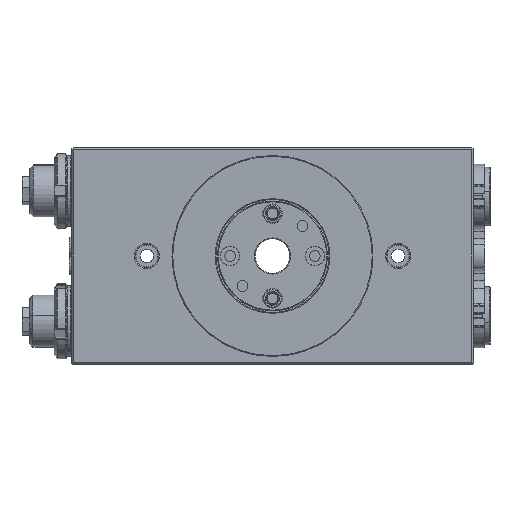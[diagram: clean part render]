
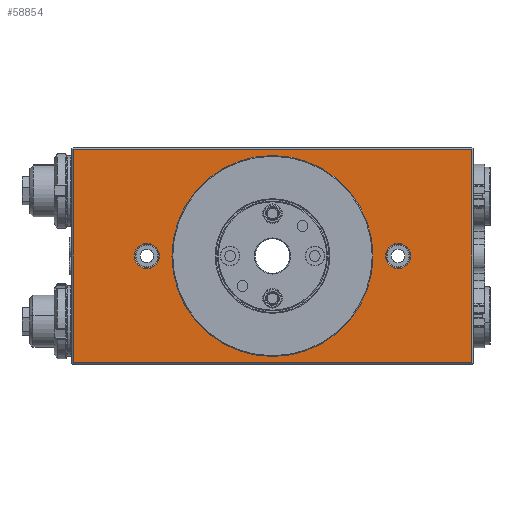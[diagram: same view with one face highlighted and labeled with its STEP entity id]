
A CAD part, front view. The second image highlights one B-rep face of the part: STEP entity #58854.
In plain terms, the highlighted planar face has unit normal (0, -1, 0).
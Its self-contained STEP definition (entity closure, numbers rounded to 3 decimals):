
#929 = CARTESIAN_POINT ( 'NONE',  ( -127., -35.5, 67.5 ) ) ;
#1450 = CARTESIAN_POINT ( 'NONE',  ( -127., -35.5, -67.5 ) ) ;
#1781 = CARTESIAN_POINT ( 'NONE',  ( 128., -35.5, -67.5 ) ) ;
#1785 = VERTEX_POINT ( 'NONE', #43555 ) ;
#2472 = FACE_OUTER_BOUND ( 'NONE', #38117, .T. ) ;
#2969 = EDGE_CURVE ( 'NONE', #25399, #42129, #18092, .T. ) ;
#3663 = CIRCLE ( 'NONE', #48605, 50.5 ) ;
#4001 = AXIS2_PLACEMENT_3D ( 'NONE', #58858, #31153, #53985 ) ;
#4209 = AXIS2_PLACEMENT_3D ( 'NONE', #52293, #10653, #48002 ) ;
#4745 = CARTESIAN_POINT ( 'NONE',  ( 0., -35.5, 0. ) ) ;
#7957 = CARTESIAN_POINT ( 'NONE',  ( -80., -35.5, 0. ) ) ;
#8367 = FACE_BOUND ( 'NONE', #21969, .T. ) ;
#9296 = DIRECTION ( 'NONE',  ( 0., 0., -1. ) ) ;
#10445 = AXIS2_PLACEMENT_3D ( 'NONE', #31980, #59727, #9296 ) ;
#10653 = DIRECTION ( 'NONE',  ( 0., 1., 0. ) ) ;
#11069 = DIRECTION ( 'NONE',  ( 0., 0., 1. ) ) ;
#12056 = ORIENTED_EDGE ( 'NONE', *, *, #45179, .T. ) ;
#12076 = CARTESIAN_POINT ( 'NONE',  ( 127., -35.5, -67.5 ) ) ;
#12671 = DIRECTION ( 'NONE',  ( 0., 0., -1. ) ) ;
#13462 = FACE_BOUND ( 'NONE', #57131, .T. ) ;
#13891 = LINE ( 'NONE', #1781, #54777 ) ;
#14585 = AXIS2_PLACEMENT_3D ( 'NONE', #7957, #59582, #12671 ) ;
#16193 = CARTESIAN_POINT ( 'NONE',  ( 127., -35.5, 67.5 ) ) ;
#17992 = ORIENTED_EDGE ( 'NONE', *, *, #59583, .T. ) ;
#18092 = LINE ( 'NONE', #35588, #23183 ) ;
#18551 = FACE_BOUND ( 'NONE', #31006, .T. ) ;
#18954 = ORIENTED_EDGE ( 'NONE', *, *, #34608, .T. ) ;
#19219 = CIRCLE ( 'NONE', #56832, 8. ) ;
#20231 = VERTEX_POINT ( 'NONE', #1450 ) ;
#20533 = VERTEX_POINT ( 'NONE', #41875 ) ;
#20648 = LINE ( 'NONE', #45713, #22111 ) ;
#20769 = VERTEX_POINT ( 'NONE', #34931 ) ;
#21969 = EDGE_LOOP ( 'NONE', ( #12056, #18954 ) ) ;
#22111 = VECTOR ( 'NONE', #31817, 1000. ) ;
#22489 = VERTEX_POINT ( 'NONE', #54984 ) ;
#23183 = VECTOR ( 'NONE', #34986, 1000. ) ;
#23876 = EDGE_CURVE ( 'NONE', #20231, #51403, #13891, .T. ) ;
#23961 = CIRCLE ( 'NONE', #10445, 50.5 ) ;
#25399 = VERTEX_POINT ( 'NONE', #51855 ) ;
#26687 = VECTOR ( 'NONE', #11069, 1000. ) ;
#27575 = ORIENTED_EDGE ( 'NONE', *, *, #27879, .T. ) ;
#27599 = CIRCLE ( 'NONE', #4001, 8. ) ;
#27879 = EDGE_CURVE ( 'NONE', #42129, #20231, #20648, .T. ) ;
#28829 = ORIENTED_EDGE ( 'NONE', *, *, #30871, .T. ) ;
#30351 = CARTESIAN_POINT ( 'NONE',  ( 80., -35.5, 8. ) ) ;
#30871 = EDGE_CURVE ( 'NONE', #20533, #20769, #23961, .T. ) ;
#31006 = EDGE_LOOP ( 'NONE', ( #55365, #17992 ) ) ;
#31153 = DIRECTION ( 'NONE',  ( 0., 1., 0. ) ) ;
#31817 = DIRECTION ( 'NONE',  ( 0., 0., -1. ) ) ;
#31980 = CARTESIAN_POINT ( 'NONE',  ( 0., -35.5, 0. ) ) ;
#33197 = DIRECTION ( 'NONE',  ( 0., 0., -1. ) ) ;
#33623 = DIRECTION ( 'NONE',  ( 0., 1., 0. ) ) ;
#33826 = CARTESIAN_POINT ( 'NONE',  ( 80., -35.5, 0. ) ) ;
#34608 = EDGE_CURVE ( 'NONE', #49768, #1785, #19219, .T. ) ;
#34931 = CARTESIAN_POINT ( 'NONE',  ( 0., -35.5, 50.5 ) ) ;
#34986 = DIRECTION ( 'NONE',  ( -1., 0., 0. ) ) ;
#35588 = CARTESIAN_POINT ( 'NONE',  ( -128., -35.5, 67.5 ) ) ;
#36888 = ORIENTED_EDGE ( 'NONE', *, *, #58355, .T. ) ;
#37486 = DIRECTION ( 'NONE',  ( 0., 1., 0. ) ) ;
#38117 = EDGE_LOOP ( 'NONE', ( #39900, #36888, #43327, #27575 ) ) ;
#38798 = DIRECTION ( 'NONE',  ( 1., 0., 0. ) ) ;
#39900 = ORIENTED_EDGE ( 'NONE', *, *, #23876, .T. ) ;
#41863 = CIRCLE ( 'NONE', #4209, 8. ) ;
#41875 = CARTESIAN_POINT ( 'NONE',  ( 0., -35.5, -50.5 ) ) ;
#42129 = VERTEX_POINT ( 'NONE', #929 ) ;
#42988 = AXIS2_PLACEMENT_3D ( 'NONE', #48351, #57910, #52616 ) ;
#43165 = EDGE_CURVE ( 'NONE', #20769, #20533, #3663, .T. ) ;
#43327 = ORIENTED_EDGE ( 'NONE', *, *, #2969, .T. ) ;
#43555 = CARTESIAN_POINT ( 'NONE',  ( 80., -35.5, -8. ) ) ;
#44178 = EDGE_CURVE ( 'NONE', #22489, #49447, #54411, .T. ) ;
#45179 = EDGE_CURVE ( 'NONE', #1785, #49768, #27599, .T. ) ;
#45713 = CARTESIAN_POINT ( 'NONE',  ( -127., -35.5, -67.5 ) ) ;
#48002 = DIRECTION ( 'NONE',  ( 0., 0., -1. ) ) ;
#48144 = ORIENTED_EDGE ( 'NONE', *, *, #43165, .T. ) ;
#48351 = CARTESIAN_POINT ( 'NONE',  ( 0., -35.5, 0. ) ) ;
#48523 = DIRECTION ( 'NONE',  ( 0., 0., -1. ) ) ;
#48605 = AXIS2_PLACEMENT_3D ( 'NONE', #4745, #37486, #33197 ) ;
#49447 = VERTEX_POINT ( 'NONE', #58485 ) ;
#49768 = VERTEX_POINT ( 'NONE', #30351 ) ;
#51403 = VERTEX_POINT ( 'NONE', #12076 ) ;
#51855 = CARTESIAN_POINT ( 'NONE',  ( 127., -35.5, 67.5 ) ) ;
#52293 = CARTESIAN_POINT ( 'NONE',  ( -80., -35.5, 0. ) ) ;
#52616 = DIRECTION ( 'NONE',  ( 0., 0., -1. ) ) ;
#52827 = PLANE ( 'NONE',  #42988 ) ;
#53985 = DIRECTION ( 'NONE',  ( 0., 0., -1. ) ) ;
#54411 = CIRCLE ( 'NONE', #14585, 8. ) ;
#54777 = VECTOR ( 'NONE', #38798, 1000. ) ;
#54984 = CARTESIAN_POINT ( 'NONE',  ( -80., -35.5, -8. ) ) ;
#55365 = ORIENTED_EDGE ( 'NONE', *, *, #44178, .T. ) ;
#56832 = AXIS2_PLACEMENT_3D ( 'NONE', #33826, #33623, #48523 ) ;
#57131 = EDGE_LOOP ( 'NONE', ( #28829, #48144 ) ) ;
#57910 = DIRECTION ( 'NONE',  ( 0., -1., 0. ) ) ;
#58355 = EDGE_CURVE ( 'NONE', #51403, #25399, #60232, .T. ) ;
#58485 = CARTESIAN_POINT ( 'NONE',  ( -80., -35.5, 8. ) ) ;
#58854 = ADVANCED_FACE ( 'NONE', ( #18551, #8367, #13462, #2472 ), #52827, .T. ) ;
#58858 = CARTESIAN_POINT ( 'NONE',  ( 80., -35.5, 0. ) ) ;
#59582 = DIRECTION ( 'NONE',  ( 0., 1., 0. ) ) ;
#59583 = EDGE_CURVE ( 'NONE', #49447, #22489, #41863, .T. ) ;
#59727 = DIRECTION ( 'NONE',  ( 0., 1., 0. ) ) ;
#60232 = LINE ( 'NONE', #16193, #26687 ) ;
